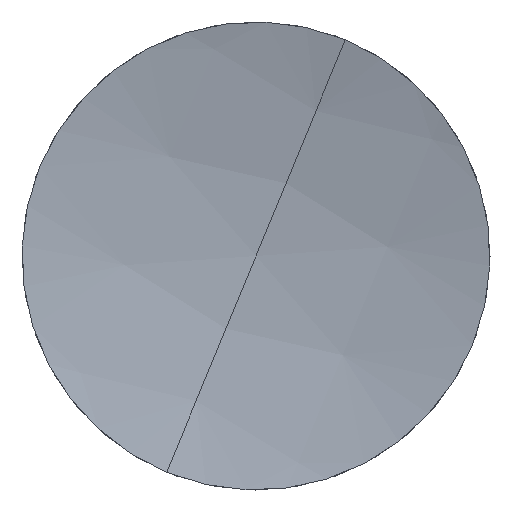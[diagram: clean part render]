
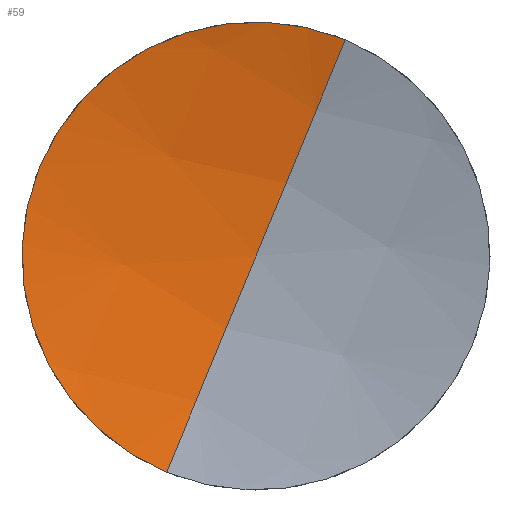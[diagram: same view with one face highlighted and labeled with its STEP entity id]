
A CAD part, left-side view. The second image highlights one B-rep face of the part: STEP entity #59.
In plain terms, the highlighted spherical face has radius 27.8 mm.
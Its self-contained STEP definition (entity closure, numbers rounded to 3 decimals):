
#7 = EDGE_CURVE ( 'NONE', #397, #502, #351, .T. ) ;
#12 = CARTESIAN_POINT ( 'NONE',  ( -19.365, 0., 0. ) ) ;
#35 = CIRCLE ( 'NONE', #340, 6.51 ) ;
#59 = ADVANCED_FACE ( 'NONE', ( #534 ), #160, .F. ) ;
#79 = CARTESIAN_POINT ( 'NONE',  ( -19.365, 0., 0. ) ) ;
#80 = AXIS2_PLACEMENT_3D ( 'NONE', #79, #468, #568 ) ;
#95 = EDGE_CURVE ( 'NONE', #441, #397, #35, .T. ) ;
#146 = ORIENTED_EDGE ( 'NONE', *, *, #194, .T. ) ;
#160 = SPHERICAL_SURFACE ( 'NONE', #80, 27.8 ) ;
#164 = AXIS2_PLACEMENT_3D ( 'NONE', #421, #572, #513 ) ;
#165 = CARTESIAN_POINT ( 'NONE',  ( 8.435, 0., 0. ) ) ;
#191 = DIRECTION ( 'NONE',  ( 0., 0.382, -0.924 ) ) ;
#194 = EDGE_CURVE ( 'NONE', #561, #502, #593, .T. ) ;
#208 = ORIENTED_EDGE ( 'NONE', *, *, #590, .F. ) ;
#248 = CARTESIAN_POINT ( 'NONE',  ( 7.662, -2.486, 6.017 ) ) ;
#254 = CARTESIAN_POINT ( 'NONE',  ( 7.662, 6.017, 2.486 ) ) ;
#328 = AXIS2_PLACEMENT_3D ( 'NONE', #12, #591, #191 ) ;
#330 = CARTESIAN_POINT ( 'NONE',  ( 7.662, 2.486, -6.017 ) ) ;
#340 = AXIS2_PLACEMENT_3D ( 'NONE', #526, #584, #578 ) ;
#351 = CIRCLE ( 'NONE', #418, 27.8 ) ;
#366 = CIRCLE ( 'NONE', #164, 6.51 ) ;
#375 = DIRECTION ( 'NONE',  ( 0., 0.924, 0.382 ) ) ;
#397 = VERTEX_POINT ( 'NONE', #248 ) ;
#418 = AXIS2_PLACEMENT_3D ( 'NONE', #507, #375, #422 ) ;
#421 = CARTESIAN_POINT ( 'NONE',  ( 7.662, 0., 0. ) ) ;
#422 = DIRECTION ( 'NONE',  ( 0., -0.382, 0.924 ) ) ;
#441 = VERTEX_POINT ( 'NONE', #254 ) ;
#468 = DIRECTION ( 'NONE',  ( 0., -0.924, -0.382 ) ) ;
#502 = VERTEX_POINT ( 'NONE', #165 ) ;
#507 = CARTESIAN_POINT ( 'NONE',  ( -19.365, 0., 0. ) ) ;
#508 = ORIENTED_EDGE ( 'NONE', *, *, #95, .F. ) ;
#513 = DIRECTION ( 'NONE',  ( 0., -0.924, -0.382 ) ) ;
#526 = CARTESIAN_POINT ( 'NONE',  ( 7.662, 0., 0. ) ) ;
#534 = FACE_OUTER_BOUND ( 'NONE', #624, .T. ) ;
#561 = VERTEX_POINT ( 'NONE', #330 ) ;
#568 = DIRECTION ( 'NONE',  ( 0., -0.382, 0.924 ) ) ;
#572 = DIRECTION ( 'NONE',  ( 1., 0., 0. ) ) ;
#578 = DIRECTION ( 'NONE',  ( 0., -0.924, -0.382 ) ) ;
#579 = ORIENTED_EDGE ( 'NONE', *, *, #7, .F. ) ;
#584 = DIRECTION ( 'NONE',  ( 1., 0., 0. ) ) ;
#590 = EDGE_CURVE ( 'NONE', #561, #441, #366, .T. ) ;
#591 = DIRECTION ( 'NONE',  ( 0., -0.924, -0.382 ) ) ;
#593 = CIRCLE ( 'NONE', #328, 27.8 ) ;
#624 = EDGE_LOOP ( 'NONE', ( #208, #146, #579, #508 ) ) ;
